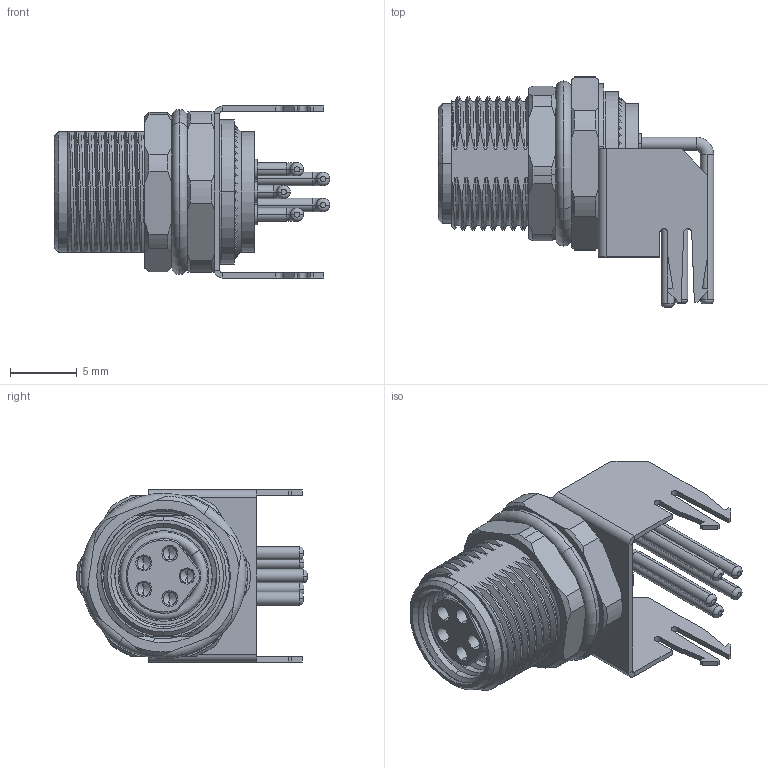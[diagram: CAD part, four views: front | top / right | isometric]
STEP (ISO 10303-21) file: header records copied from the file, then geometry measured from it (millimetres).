
FILE_DESCRIPTION (( 'STEP AP203' ), '1' );
FILE_NAME ('54-00313_revA.STEP', '2024-08-12T16:03:05', ( '' ), ( '' ), 'SwSTEP 2.0', 'SolidWorks 2021', '' );
FILE_SCHEMA (( 'CONFIG_CONTROL_DESIGN' ));
Length unit declared in the file: millimetre
Products named in the file (10): 54-00313-04___; 54-00313-05___; 54-00313_revA; 54-00313-01___; 54-00313-03; 54-00313-09; 54-00313-06___; 54-00313-07; 54-00313-02___; 54-00313-08
Assembly tree (11 placements, depth 2):
  54-00313_revA
    54-00313-01___
    54-00313-02___
    54-00313-08  x2
    54-00313-03  x2
    54-00313-04___
    54-00313-05___
    54-00313-06___
    54-00313-07
    54-00313-09
Bounding box: 20.65 x 17.26 x 12.9 mm (x, y, z)
Volume: 1213.7 mm3; surface area: 3350.5 mm2
Topology: 11 solids, 11 shells, 1179 faces, 2891 edges, 1749 vertices
Faces by surface type: plane 454, cylinder 329, cone 270, bspline 70, torus 56
Entity records: 55563 total; most frequent: CARTESIAN_POINT 34136, ORIENTED_EDGE 4522, DIRECTION 3995, EDGE_CURVE 2261, AXIS2_PLACEMENT_3D 1569, VERTEX_POINT 1397, EDGE_LOOP 940, ADVANCED_FACE 901
